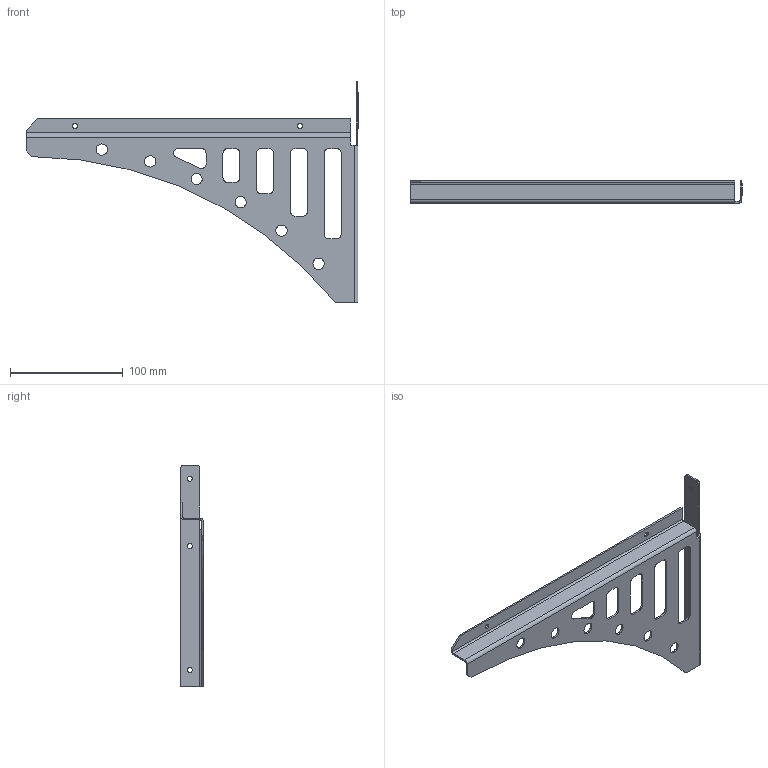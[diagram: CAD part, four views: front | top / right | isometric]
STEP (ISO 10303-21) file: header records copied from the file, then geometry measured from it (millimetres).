
FILE_DESCRIPTION(/* description */ ('BRACKET'),/* implementation_level */ '2;1');
FILE_NAME(/* name */ 'BRACKET.stp',/* time_stamp */ '2024-06-29T12:03:42+07:00',/* author */ ('PC-Meoo'),/* organization */ ('CSD VIETNAM'),/* preprocessor_version */ 'ST-DEVELOPER v19',/* originating_system */ 'Autodesk Inventor 2023',/* authorisation */ '');
FILE_SCHEMA (('AUTOMOTIVE_DESIGN { 1 0 10303 214 3 1 1 }'));
Length unit declared in the file: millimetre
Products named in the file (1): BRACKET
Bounding box: 295 x 20 x 197 mm (x, y, z)
Volume: 40809.2 mm3; surface area: 57184.1 mm2
Topology: 1 solids, 1 shells, 82 faces, 226 edges, 146 vertices
Faces by surface type: plane 43, cylinder 39
Full cylindrical faces by diameter (mm): 4.5 x5, 10 x6
Entity records: 2733 total; most frequent: DIRECTION 470, CARTESIAN_POINT 455, ORIENTED_EDGE 452, EDGE_CURVE 226, AXIS2_PLACEMENT_3D 161, LINE 148, VECTOR 148, VERTEX_POINT 146
